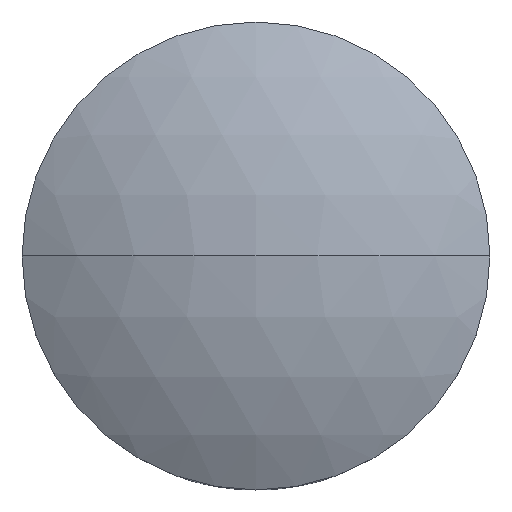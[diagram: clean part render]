
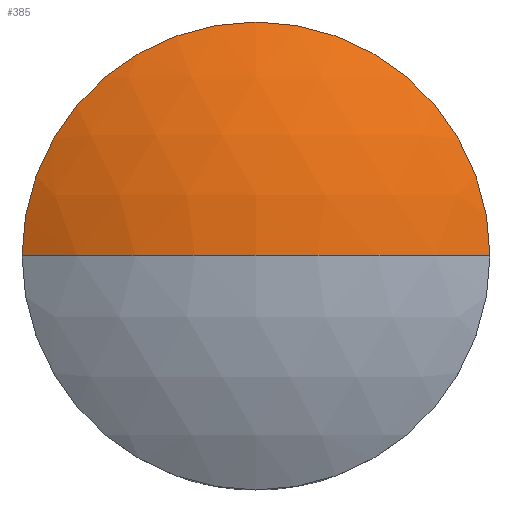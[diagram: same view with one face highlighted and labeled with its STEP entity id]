
A CAD part, top view. The second image highlights one B-rep face of the part: STEP entity #385.
In plain terms, the highlighted spherical face has radius 38.76 mm.
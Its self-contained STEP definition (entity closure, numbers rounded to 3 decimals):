
#46 = EDGE_CURVE ( 'NONE', #2078, #1224, #215, .T. ) ;
#131 = CIRCLE ( 'NONE', #2229, 38.76 ) ;
#151 = VERTEX_POINT ( 'NONE', #1435 ) ;
#215 = CIRCLE ( 'NONE', #2267, 19.05 ) ;
#291 = DIRECTION ( 'NONE',  ( 0., 0., 1. ) ) ;
#385 = ADVANCED_FACE ( 'NONE', ( #676 ), #821, .T. ) ;
#446 = EDGE_CURVE ( 'NONE', #151, #1224, #131, .T. ) ;
#498 = ORIENTED_EDGE ( 'NONE', *, *, #446, .T. ) ;
#577 = CIRCLE ( 'NONE', #1708, 38.76 ) ;
#676 = FACE_OUTER_BOUND ( 'NONE', #1404, .T. ) ;
#739 = CARTESIAN_POINT ( 'NONE',  ( 0., 0., -35.01 ) ) ;
#765 = DIRECTION ( 'NONE',  ( 0., -1., 0. ) ) ;
#804 = ORIENTED_EDGE ( 'NONE', *, *, #46, .F. ) ;
#821 = SPHERICAL_SURFACE ( 'NONE', #1767, 38.76 ) ;
#949 = DIRECTION ( 'NONE',  ( -1., 0., 0. ) ) ;
#1029 = CARTESIAN_POINT ( 'NONE',  ( 0., 0., -35.01 ) ) ;
#1076 = CARTESIAN_POINT ( 'NONE',  ( 19.05, 0., -1.254 ) ) ;
#1119 = EDGE_CURVE ( 'NONE', #151, #2078, #577, .T. ) ;
#1224 = VERTEX_POINT ( 'NONE', #1076 ) ;
#1237 = CARTESIAN_POINT ( 'NONE',  ( -19.05, 0., -1.254 ) ) ;
#1387 = DIRECTION ( 'NONE',  ( 1., 0., 0. ) ) ;
#1404 = EDGE_LOOP ( 'NONE', ( #1789, #498, #804 ) ) ;
#1435 = CARTESIAN_POINT ( 'NONE',  ( 0., 0., 3.75 ) ) ;
#1574 = CARTESIAN_POINT ( 'NONE',  ( 0., 0., -1.254 ) ) ;
#1590 = DIRECTION ( 'NONE',  ( 0., 0., -1. ) ) ;
#1708 = AXIS2_PLACEMENT_3D ( 'NONE', #739, #765, #1738 ) ;
#1738 = DIRECTION ( 'NONE',  ( 1., 0., 0. ) ) ;
#1767 = AXIS2_PLACEMENT_3D ( 'NONE', #2145, #1935, #1387 ) ;
#1789 = ORIENTED_EDGE ( 'NONE', *, *, #1119, .F. ) ;
#1935 = DIRECTION ( 'NONE',  ( 0., -1., 0. ) ) ;
#2078 = VERTEX_POINT ( 'NONE', #1237 ) ;
#2145 = CARTESIAN_POINT ( 'NONE',  ( 0., 0., -35.01 ) ) ;
#2207 = DIRECTION ( 'NONE',  ( 0., 1., 0. ) ) ;
#2229 = AXIS2_PLACEMENT_3D ( 'NONE', #1029, #2207, #291 ) ;
#2267 = AXIS2_PLACEMENT_3D ( 'NONE', #1574, #1590, #949 ) ;
